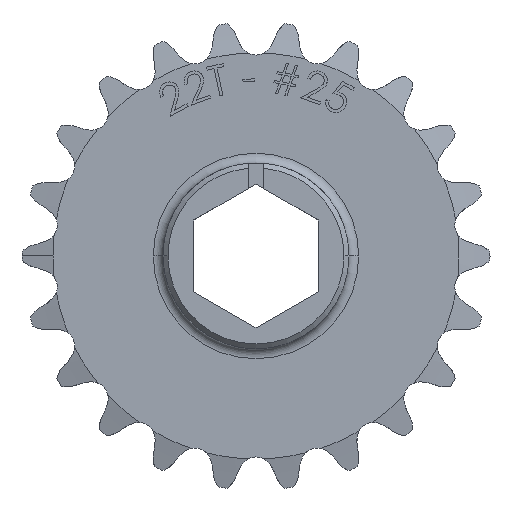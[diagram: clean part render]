
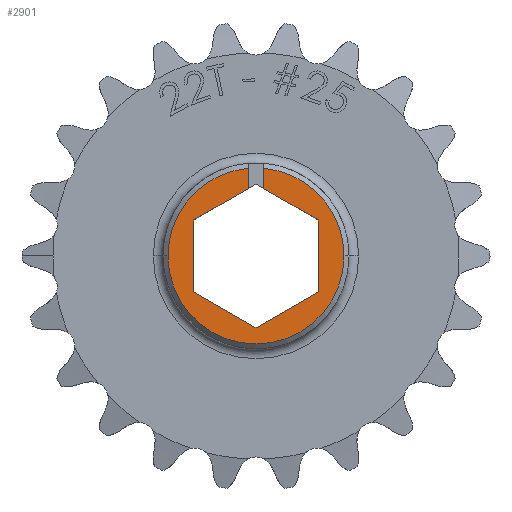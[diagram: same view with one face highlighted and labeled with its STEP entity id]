
A CAD part, top view. The second image highlights one B-rep face of the part: STEP entity #2901.
In plain terms, the highlighted planar face has unit normal (0, 0, 1).
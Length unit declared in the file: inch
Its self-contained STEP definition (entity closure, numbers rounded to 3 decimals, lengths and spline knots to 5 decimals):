
#18 = DIRECTION ( 'NONE',  ( -0.866, 0.5, 0. ) ) ;
#160 = CARTESIAN_POINT ( 'NONE',  ( -0.03125, 0.27179, 0.1875 ) ) ;
#397 = VERTEX_POINT ( 'NONE', #6484 ) ;
#560 = CARTESIAN_POINT ( 'NONE',  ( 0., 0., 0.1875 ) ) ;
#715 = ORIENTED_EDGE ( 'NONE', *, *, #3506, .F. ) ;
#823 = EDGE_LOOP ( 'NONE', ( #4821, #9113, #10437, #1829, #715, #11969, #12763, #9697, #3821, #6941, #6695 ) ) ;
#1096 = CARTESIAN_POINT ( 'NONE',  ( -0.355, 0., 0.1875 ) ) ;
#1575 = DIRECTION ( 'NONE',  ( 1., 0., 0. ) ) ;
#1722 = EDGE_CURVE ( 'NONE', #12168, #9712, #14036, .T. ) ;
#1829 = ORIENTED_EDGE ( 'NONE', *, *, #11703, .F. ) ;
#1891 = EDGE_CURVE ( 'NONE', #6567, #397, #12023, .T. ) ;
#2266 = DIRECTION ( 'NONE',  ( 0., -1., 0. ) ) ;
#2429 = CARTESIAN_POINT ( 'NONE',  ( 0., 0., 0.1875 ) ) ;
#2448 = LINE ( 'NONE', #3454, #3915 ) ;
#2553 = EDGE_CURVE ( 'NONE', #8070, #6547, #13071, .T. ) ;
#2794 = DIRECTION ( 'NONE',  ( -0.866, -0.5, 0. ) ) ;
#2821 = VERTEX_POINT ( 'NONE', #8307 ) ;
#2901 = ADVANCED_FACE ( 'NONE', ( #11672 ), #5335, .T. ) ;
#2913 = VERTEX_POINT ( 'NONE', #14031 ) ;
#2920 = CARTESIAN_POINT ( 'NONE',  ( -0.03125, 0.35362, 0.1875 ) ) ;
#3007 = VECTOR ( 'NONE', #3942, 39.37008 ) ;
#3429 = AXIS2_PLACEMENT_3D ( 'NONE', #560, #9241, #13602 ) ;
#3454 = CARTESIAN_POINT ( 'NONE',  ( 0.1255, 0.21737, 0.1875 ) ) ;
#3506 = EDGE_CURVE ( 'NONE', #397, #9128, #3663, .T. ) ;
#3663 = LINE ( 'NONE', #6003, #11360 ) ;
#3805 = DIRECTION ( 'NONE',  ( 0.866, -0.5, 0. ) ) ;
#3821 = ORIENTED_EDGE ( 'NONE', *, *, #9691, .T. ) ;
#3915 = VECTOR ( 'NONE', #18, 39.37008 ) ;
#3942 = DIRECTION ( 'NONE',  ( 0.866, 0.5, 0. ) ) ;
#3988 = CARTESIAN_POINT ( 'NONE',  ( 0.03125, 0.09377, 0.1875 ) ) ;
#4275 = CARTESIAN_POINT ( 'NONE',  ( 0.03125, 0.27179, 0.1875 ) ) ;
#4446 = CARTESIAN_POINT ( 'NONE',  ( -0.03125, 0.09377, 0.1875 ) ) ;
#4473 = EDGE_CURVE ( 'NONE', #11557, #2821, #7510, .T. ) ;
#4777 = CARTESIAN_POINT ( 'NONE',  ( 0., -0.28983, 0.1875 ) ) ;
#4821 = ORIENTED_EDGE ( 'NONE', *, *, #1722, .F. ) ;
#4874 = CARTESIAN_POINT ( 'NONE',  ( 0., 0., 0.1875 ) ) ;
#5335 = PLANE ( 'NONE',  #13839 ) ;
#5553 = CARTESIAN_POINT ( 'NONE',  ( 0.251, -0.14491, 0.1875 ) ) ;
#5629 = EDGE_CURVE ( 'NONE', #13813, #2913, #6471, .T. ) ;
#5777 = CIRCLE ( 'NONE', #7139, 0.355 ) ;
#6003 = CARTESIAN_POINT ( 'NONE',  ( -0.1255, -0.21737, 0.1875 ) ) ;
#6317 = CARTESIAN_POINT ( 'NONE',  ( 0., 0., 0.1875 ) ) ;
#6471 = LINE ( 'NONE', #12024, #10949 ) ;
#6484 = CARTESIAN_POINT ( 'NONE',  ( -0.251, -0.14491, 0.1875 ) ) ;
#6547 = VERTEX_POINT ( 'NONE', #160 ) ;
#6567 = VERTEX_POINT ( 'NONE', #9120 ) ;
#6638 = EDGE_CURVE ( 'NONE', #6547, #6567, #13695, .T. ) ;
#6695 = ORIENTED_EDGE ( 'NONE', *, *, #6851, .T. ) ;
#6851 = EDGE_CURVE ( 'NONE', #2821, #9712, #8675, .T. ) ;
#6941 = ORIENTED_EDGE ( 'NONE', *, *, #4473, .T. ) ;
#7139 = AXIS2_PLACEMENT_3D ( 'NONE', #4874, #13564, #1575 ) ;
#7203 = CARTESIAN_POINT ( 'NONE',  ( 0.03125, 0.35362, 0.1875 ) ) ;
#7476 = EDGE_CURVE ( 'NONE', #2913, #12168, #2448, .T. ) ;
#7510 = CIRCLE ( 'NONE', #3429, 0.355 ) ;
#8070 = VERTEX_POINT ( 'NONE', #2920 ) ;
#8212 = VECTOR ( 'NONE', #2794, 39.37008 ) ;
#8307 = CARTESIAN_POINT ( 'NONE',  ( 0.355, 0., 0.1875 ) ) ;
#8525 = DIRECTION ( 'NONE',  ( 1., 0., 0. ) ) ;
#8675 = CIRCLE ( 'NONE', #12098, 0.355 ) ;
#8871 = CARTESIAN_POINT ( 'NONE',  ( -0.251, 0., 0.1875 ) ) ;
#8962 = DIRECTION ( 'NONE',  ( 1., 0., 0. ) ) ;
#9099 = DIRECTION ( 'NONE',  ( 0., 0., 1. ) ) ;
#9113 = ORIENTED_EDGE ( 'NONE', *, *, #7476, .F. ) ;
#9120 = CARTESIAN_POINT ( 'NONE',  ( -0.251, 0.14491, 0.1875 ) ) ;
#9128 = VERTEX_POINT ( 'NONE', #4777 ) ;
#9241 = DIRECTION ( 'NONE',  ( 0., 0., 1. ) ) ;
#9691 = EDGE_CURVE ( 'NONE', #8070, #11557, #5777, .T. ) ;
#9697 = ORIENTED_EDGE ( 'NONE', *, *, #2553, .F. ) ;
#9712 = VERTEX_POINT ( 'NONE', #7203 ) ;
#10437 = ORIENTED_EDGE ( 'NONE', *, *, #5629, .F. ) ;
#10488 = VECTOR ( 'NONE', #13203, 39.37008 ) ;
#10544 = VECTOR ( 'NONE', #2266, 39.37008 ) ;
#10675 = DIRECTION ( 'NONE',  ( 0., 1., 0. ) ) ;
#10949 = VECTOR ( 'NONE', #12095, 39.37008 ) ;
#11360 = VECTOR ( 'NONE', #3805, 39.37008 ) ;
#11553 = CARTESIAN_POINT ( 'NONE',  ( 0.1255, -0.21737, 0.1875 ) ) ;
#11557 = VERTEX_POINT ( 'NONE', #1096 ) ;
#11672 = FACE_OUTER_BOUND ( 'NONE', #823, .T. ) ;
#11703 = EDGE_CURVE ( 'NONE', #9128, #13813, #13566, .T. ) ;
#11767 = CARTESIAN_POINT ( 'NONE',  ( -0.1255, 0.21737, 0.1875 ) ) ;
#11969 = ORIENTED_EDGE ( 'NONE', *, *, #1891, .F. ) ;
#12023 = LINE ( 'NONE', #8871, #10544 ) ;
#12024 = CARTESIAN_POINT ( 'NONE',  ( 0.251, 0., 0.1875 ) ) ;
#12095 = DIRECTION ( 'NONE',  ( 0., 1., 0. ) ) ;
#12098 = AXIS2_PLACEMENT_3D ( 'NONE', #2429, #9099, #8962 ) ;
#12168 = VERTEX_POINT ( 'NONE', #4275 ) ;
#12324 = VECTOR ( 'NONE', #10675, 39.37008 ) ;
#12763 = ORIENTED_EDGE ( 'NONE', *, *, #6638, .F. ) ;
#13071 = LINE ( 'NONE', #4446, #10488 ) ;
#13203 = DIRECTION ( 'NONE',  ( 0., -1., 0. ) ) ;
#13564 = DIRECTION ( 'NONE',  ( 0., 0., 1. ) ) ;
#13566 = LINE ( 'NONE', #11553, #3007 ) ;
#13602 = DIRECTION ( 'NONE',  ( 1., 0., 0. ) ) ;
#13695 = LINE ( 'NONE', #11767, #8212 ) ;
#13813 = VERTEX_POINT ( 'NONE', #5553 ) ;
#13839 = AXIS2_PLACEMENT_3D ( 'NONE', #6317, #14096, #8525 ) ;
#14031 = CARTESIAN_POINT ( 'NONE',  ( 0.251, 0.14491, 0.1875 ) ) ;
#14036 = LINE ( 'NONE', #3988, #12324 ) ;
#14096 = DIRECTION ( 'NONE',  ( 0., 0., 1. ) ) ;
